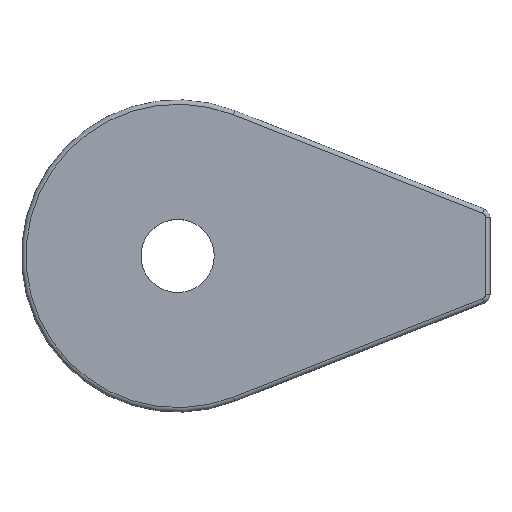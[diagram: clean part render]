
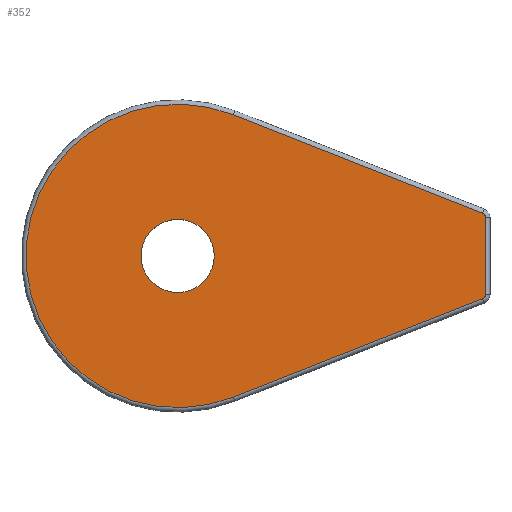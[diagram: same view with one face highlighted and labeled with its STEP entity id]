
A CAD part, top view. The second image highlights one B-rep face of the part: STEP entity #352.
In plain terms, the highlighted planar face has unit normal (0, 0, 1).
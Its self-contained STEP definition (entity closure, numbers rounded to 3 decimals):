
#34=LINE('',#564,#57);
#36=LINE('',#576,#59);
#37=LINE('',#591,#60);
#57=VECTOR('',#441,10.);
#59=VECTOR('',#455,10.);
#60=VECTOR('',#464,10.);
#76=PLANE('',#391);
#85=FACE_BOUND('',#126,.T.);
#100=FACE_OUTER_BOUND('',#125,.T.);
#125=EDGE_LOOP('',(#283,#284,#285,#286,#287,#288));
#126=EDGE_LOOP('',(#289));
#144=CIRCLE('',#372,0.5);
#150=CIRCLE('',#380,17.);
#154=CIRCLE('',#385,0.5);
#157=CIRCLE('',#392,4.1);
#170=VERTEX_POINT('',#552);
#171=VERTEX_POINT('',#554);
#173=VERTEX_POINT('',#560);
#175=VERTEX_POINT('',#566);
#177=VERTEX_POINT('',#572);
#179=VERTEX_POINT('',#586);
#182=VERTEX_POINT('',#601);
#202=EDGE_CURVE('',#170,#171,#144,.T.);
#207=EDGE_CURVE('',#171,#173,#34,.T.);
#210=EDGE_CURVE('',#173,#175,#150,.T.);
#213=EDGE_CURVE('',#175,#177,#36,.T.);
#216=EDGE_CURVE('',#177,#179,#154,.T.);
#217=EDGE_CURVE('',#179,#170,#37,.T.);
#222=EDGE_CURVE('',#182,#182,#157,.T.);
#283=ORIENTED_EDGE('',*,*,#202,.F.);
#284=ORIENTED_EDGE('',*,*,#217,.F.);
#285=ORIENTED_EDGE('',*,*,#216,.F.);
#286=ORIENTED_EDGE('',*,*,#213,.F.);
#287=ORIENTED_EDGE('',*,*,#210,.F.);
#288=ORIENTED_EDGE('',*,*,#207,.F.);
#289=ORIENTED_EDGE('',*,*,#222,.T.);
#352=ADVANCED_FACE('',(#100,#85),#76,.T.);
#372=AXIS2_PLACEMENT_3D('',#555,#430,#431);
#380=AXIS2_PLACEMENT_3D('',#570,#448,#449);
#385=AXIS2_PLACEMENT_3D('',#589,#460,#461);
#391=AXIS2_PLACEMENT_3D('',#600,#475,#476);
#392=AXIS2_PLACEMENT_3D('',#602,#477,#478);
#430=DIRECTION('center_axis',(0.,0.,
-1.));
#431=DIRECTION('ref_axis',(0.827,-0.563,0.));
#441=DIRECTION('',(-0.93,-0.367,0.));
#448=DIRECTION('center_axis',(0.,0.,
-1.));
#449=DIRECTION('ref_axis',(-1.,0.,0.));
#455=DIRECTION('',(0.93,-0.367,0.));
#460=DIRECTION('center_axis',(0.,0.,
-1.));
#461=DIRECTION('ref_axis',(0.827,0.563,0.));
#464=DIRECTION('',(0.,-1.,0.));
#475=DIRECTION('center_axis',(0.,0.,
1.));
#476=DIRECTION('ref_axis',(0.,-1.,0.));
#477=DIRECTION('center_axis',(0.,0.,
-1.));
#478=DIRECTION('ref_axis',(0.,-1.,0.));
#552=CARTESIAN_POINT('',(-125.5,-5.82,-29.1));
#554=CARTESIAN_POINT('',(-125.816,-6.285,-29.1));
#555=CARTESIAN_POINT('Origin',(-126.,-5.82,-29.1));
#560=CARTESIAN_POINT('',(-153.759,-17.313,-29.1));
#564=CARTESIAN_POINT('',(-149.974,-15.819,-29.1));
#566=CARTESIAN_POINT('',(-153.759,14.313,-29.1));
#570=CARTESIAN_POINT('Origin',(-160.,-1.5,-29.1));
#572=CARTESIAN_POINT('',(-125.816,3.285,-29.1));
#576=CARTESIAN_POINT('',(-135.686,7.18,-29.1));
#586=CARTESIAN_POINT('',(-125.5,2.82,-29.1));
#589=CARTESIAN_POINT('Origin',(-126.,2.82,-29.1));
#591=CARTESIAN_POINT('',(-125.5,-4.,-29.1));
#600=CARTESIAN_POINT('Origin',(-151.25,-1.5,-29.1));
#601=CARTESIAN_POINT('',(-160.,2.6,-29.1));
#602=CARTESIAN_POINT('Origin',(-160.,-1.5,-29.1));
